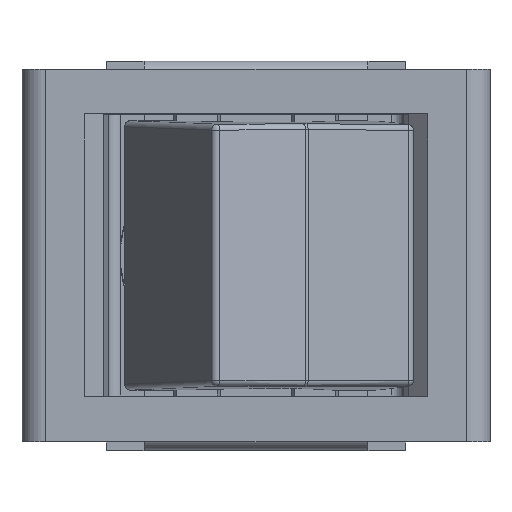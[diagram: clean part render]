
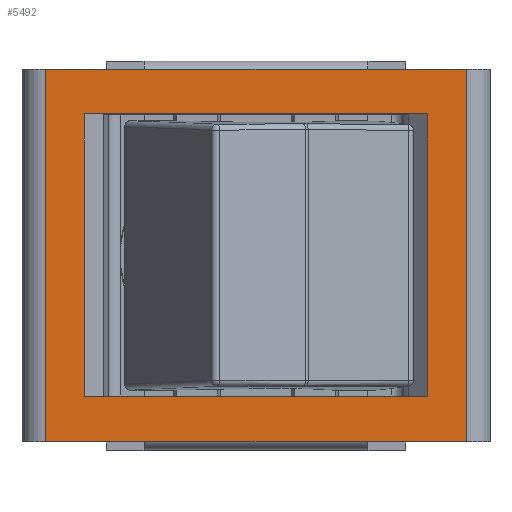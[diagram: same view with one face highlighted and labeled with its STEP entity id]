
A CAD part, top view. The second image highlights one B-rep face of the part: STEP entity #5492.
In plain terms, the highlighted planar face has unit normal (0, 0, 1).
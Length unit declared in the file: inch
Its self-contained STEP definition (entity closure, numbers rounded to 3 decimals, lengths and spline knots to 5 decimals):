
#5067=CARTESIAN_POINT('',(-0.28642,-0.23622,0.79252));
#5068=VERTEX_POINT('',#5067);
#5075=CARTESIAN_POINT('',(0.28642,-0.23622,0.79252));
#5076=VERTEX_POINT('',#5075);
#5077=CARTESIAN_POINT('',(0.28642,-0.23622,0.79252));
#5078=DIRECTION('',(-1.0,0.0,0.0));
#5079=VECTOR('',#5078,0.57283);
#5080=LINE('',#5077,#5079);
#5081=EDGE_CURVE('',#5076,#5068,#5080,.T.);
#5160=CARTESIAN_POINT('',(0.28642,0.23622,0.79252));
#5161=VERTEX_POINT('',#5160);
#5168=CARTESIAN_POINT('',(-0.28642,0.23622,0.79252));
#5169=VERTEX_POINT('',#5168);
#5170=CARTESIAN_POINT('',(0.28642,0.23622,0.79252));
#5171=DIRECTION('',(-1.0,0.0,0.0));
#5172=VECTOR('',#5171,0.57283);
#5173=LINE('',#5170,#5172);
#5174=EDGE_CURVE('',#5161,#5169,#5173,.T.);
#5322=CARTESIAN_POINT('',(-0.28642,0.23622,0.79252));
#5323=DIRECTION('',(0.0,-1.0,0.0));
#5324=VECTOR('',#5323,0.47244);
#5325=LINE('',#5322,#5324);
#5326=EDGE_CURVE('',#5169,#5068,#5325,.T.);
#5361=CARTESIAN_POINT('',(0.28642,-0.23622,0.79252));
#5362=DIRECTION('',(0.0,1.0,0.0));
#5363=VECTOR('',#5362,0.47244);
#5364=LINE('',#5361,#5363);
#5365=EDGE_CURVE('',#5076,#5161,#5364,.T.);
#5387=CARTESIAN_POINT('',(0.35138,-0.31102,0.79252));
#5388=VERTEX_POINT('',#5387);
#5406=CARTESIAN_POINT('',(0.35138,0.31102,0.79252));
#5407=VERTEX_POINT('',#5406);
#5415=CARTESIAN_POINT('',(0.35138,0.31102,0.79252));
#5416=DIRECTION('',(0.0,-1.0,0.0));
#5417=VECTOR('',#5416,0.62205);
#5418=LINE('',#5415,#5417);
#5419=EDGE_CURVE('',#5407,#5388,#5418,.T.);
#5430=CARTESIAN_POINT('',(-0.35138,-0.31102,0.79252));
#5431=VERTEX_POINT('',#5430);
#5432=CARTESIAN_POINT('',(0.35138,-0.31102,0.79252));
#5433=DIRECTION('',(-1.0,0.0,0.0));
#5434=VECTOR('',#5433,0.70276);
#5435=LINE('',#5432,#5434);
#5436=EDGE_CURVE('',#5388,#5431,#5435,.T.);
#5463=CARTESIAN_POINT('',(-0.38652,0.34213,0.79252));
#5464=DIRECTION('',(0.0,0.0,1.0));
#5465=DIRECTION('',(1.0,0.0,0.0));
#5466=AXIS2_PLACEMENT_3D('',#5463,#5464,#5465);
#5467=PLANE('',#5466);
#5468=ORIENTED_EDGE('',*,*,#5419,.F.);
#5469=CARTESIAN_POINT('',(-0.35138,0.31102,0.79252));
#5470=VERTEX_POINT('',#5469);
#5471=CARTESIAN_POINT('',(-0.35138,0.31102,0.79252));
#5472=DIRECTION('',(1.0,0.0,0.0));
#5473=VECTOR('',#5472,0.70276);
#5474=LINE('',#5471,#5473);
#5475=EDGE_CURVE('',#5470,#5407,#5474,.T.);
#5476=ORIENTED_EDGE('',*,*,#5475,.F.);
#5477=CARTESIAN_POINT('',(-0.35138,-0.31102,0.79252));
#5478=DIRECTION('',(0.0,1.0,0.0));
#5479=VECTOR('',#5478,0.62205);
#5480=LINE('',#5477,#5479);
#5481=EDGE_CURVE('',#5431,#5470,#5480,.T.);
#5482=ORIENTED_EDGE('',*,*,#5481,.F.);
#5483=ORIENTED_EDGE('',*,*,#5436,.F.);
#5484=EDGE_LOOP('',(#5468,#5476,#5482,#5483));
#5485=FACE_OUTER_BOUND('',#5484,.T.);
#5486=ORIENTED_EDGE('',*,*,#5174,.F.);
#5487=ORIENTED_EDGE('',*,*,#5365,.F.);
#5488=ORIENTED_EDGE('',*,*,#5081,.T.);
#5489=ORIENTED_EDGE('',*,*,#5326,.F.);
#5490=EDGE_LOOP('',(#5486,#5487,#5488,#5489));
#5491=FACE_BOUND('',#5490,.T.);
#5492=ADVANCED_FACE('',(#5485,#5491),#5467,.T.);
